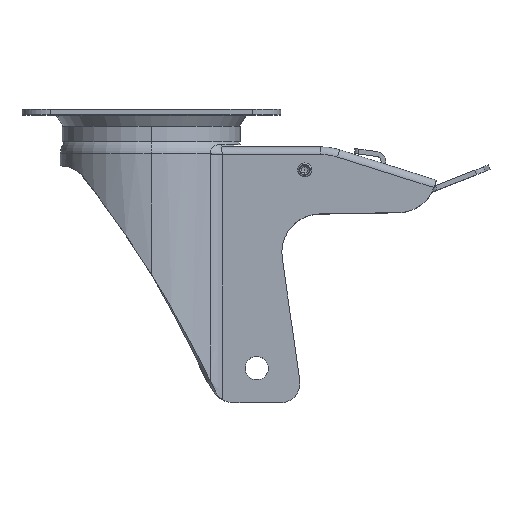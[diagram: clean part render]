
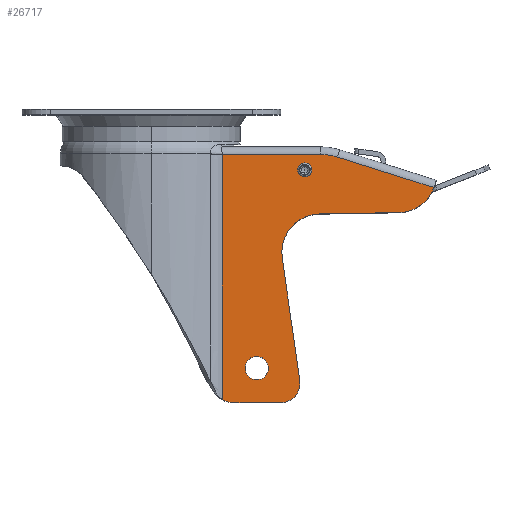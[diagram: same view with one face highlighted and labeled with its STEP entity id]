
A CAD part, top view. The second image highlights one B-rep face of the part: STEP entity #26717.
In plain terms, the highlighted planar face has unit normal (0, 0, 1).
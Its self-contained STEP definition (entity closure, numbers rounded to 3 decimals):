
#9 = VERTEX_POINT ( 'NONE', #2397 ) ;
#61 = VECTOR ( 'NONE', #10819, 1000. ) ;
#921 = CARTESIAN_POINT ( 'NONE',  ( 129.074, -53.899, 34. ) ) ;
#931 = CARTESIAN_POINT ( 'NONE',  ( 42.505, -143., 34. ) ) ;
#1226 = DIRECTION ( 'NONE',  ( 0., 0., -1. ) ) ;
#1686 = CARTESIAN_POINT ( 'NONE',  ( 61.1, -135., 34. ) ) ;
#2073 = CARTESIAN_POINT ( 'NONE',  ( 88.271, -23.6, 34. ) ) ;
#2397 = CARTESIAN_POINT ( 'NONE',  ( 147.483, -40.862, 34. ) ) ;
#2421 = DIRECTION ( 'NONE',  ( 0.954, -0.301, 0. ) ) ;
#3050 = ORIENTED_EDGE ( 'NONE', *, *, #25406, .F. ) ;
#3055 = CARTESIAN_POINT ( 'NONE',  ( 55., -135., 34. ) ) ;
#3286 = CARTESIAN_POINT ( 'NONE',  ( 68.25, -77.425, 34. ) ) ;
#3328 = DIRECTION ( 'NONE',  ( -1., 0., 0. ) ) ;
#3440 = AXIS2_PLACEMENT_3D ( 'NONE', #3055, #25230, #12064 ) ;
#3579 = VERTEX_POINT ( 'NONE', #14080 ) ;
#3907 = B_SPLINE_CURVE_WITH_KNOTS ( 'NONE', 3,
 ( #17888, #26937, #7233, #4892 ),
 .UNSPECIFIED., .F., .F.,
 ( 4, 4 ),
 ( 0., 1. ),
 .UNSPECIFIED. ) ;
#4243 = EDGE_CURVE ( 'NONE', #19706, #21400, #17335, .T. ) ;
#4892 = CARTESIAN_POINT ( 'NONE',  ( 37.017, -151.359, 34. ) ) ;
#4955 = VERTEX_POINT ( 'NONE', #22944 ) ;
#5321 = DIRECTION ( 'NONE',  ( -1., -0.017, 0. ) ) ;
#5461 = DIRECTION ( 'NONE',  ( 0.141, -0.99, 0. ) ) ;
#5837 = DIRECTION ( 'NONE',  ( 0., 0., 1. ) ) ;
#6031 = VECTOR ( 'NONE', #5321, 1000. ) ;
#6341 = EDGE_CURVE ( 'NONE', #9, #27990, #23699, .T. ) ;
#6477 = ORIENTED_EDGE ( 'NONE', *, *, #27212, .F. ) ;
#6497 = AXIS2_PLACEMENT_3D ( 'NONE', #19657, #10178, #28370 ) ;
#6534 = VERTEX_POINT ( 'NONE', #10141 ) ;
#6797 = DIRECTION ( 'NONE',  ( -1., 0., 0. ) ) ;
#6835 = EDGE_LOOP ( 'NONE', ( #3050, #11392 ) ) ;
#7081 = DIRECTION ( 'NONE',  ( 0., 0., 1. ) ) ;
#7113 = CIRCLE ( 'NONE', #18295, 20. ) ;
#7136 = ORIENTED_EDGE ( 'NONE', *, *, #22882, .F. ) ;
#7224 = LINE ( 'NONE', #3286, #17669 ) ;
#7233 = CARTESIAN_POINT ( 'NONE',  ( 37.016, -108.773, 34. ) ) ;
#7271 = ORIENTED_EDGE ( 'NONE', *, *, #14564, .T. ) ;
#7291 = CARTESIAN_POINT ( 'NONE',  ( 67.505, -143., 34. ) ) ;
#7794 = DIRECTION ( 'NONE',  ( -1., 0., 0. ) ) ;
#8455 = VERTEX_POINT ( 'NONE', #13567 ) ;
#8817 = CARTESIAN_POINT ( 'NONE',  ( 96.991, -24.942, 34. ) ) ;
#9155 = CARTESIAN_POINT ( 'NONE',  ( 80., -31.6, 34. ) ) ;
#9200 = EDGE_CURVE ( 'NONE', #16223, #9, #28771, .T. ) ;
#9314 = ORIENTED_EDGE ( 'NONE', *, *, #9200, .F. ) ;
#9885 = AXIS2_PLACEMENT_3D ( 'NONE', #931, #1226, #23124 ) ;
#10141 = CARTESIAN_POINT ( 'NONE',  ( 48.9, -135., 34. ) ) ;
#10178 = DIRECTION ( 'NONE',  ( 0., 0., -1. ) ) ;
#10582 = VERTEX_POINT ( 'NONE', #23599 ) ;
#10670 = LINE ( 'NONE', #2073, #61 ) ;
#10712 = DIRECTION ( 'NONE',  ( -1., 0., 0. ) ) ;
#10819 = DIRECTION ( 'NONE',  ( -1., 0., 0. ) ) ;
#10857 = CARTESIAN_POINT ( 'NONE',  ( 88.271, -23.6, 34. ) ) ;
#11392 = ORIENTED_EDGE ( 'NONE', *, *, #24592, .F. ) ;
#11532 = FACE_BOUND ( 'NONE', #27236, .T. ) ;
#12064 = DIRECTION ( 'NONE',  ( 1., 0., 0. ) ) ;
#12207 = CARTESIAN_POINT ( 'NONE',  ( 55.005, -153., 34. ) ) ;
#12714 = EDGE_CURVE ( 'NONE', #20970, #28062, #22677, .T. ) ;
#12804 = VECTOR ( 'NONE', #3328, 1000. ) ;
#12925 = AXIS2_PLACEMENT_3D ( 'NONE', #9155, #20260, #7794 ) ;
#13287 = VERTEX_POINT ( 'NONE', #10857 ) ;
#13567 = CARTESIAN_POINT ( 'NONE',  ( 68.25, -77.425, 34. ) ) ;
#14080 = CARTESIAN_POINT ( 'NONE',  ( 37.015, -23.6, 34. ) ) ;
#14231 = CARTESIAN_POINT ( 'NONE',  ( 129.074, -53.899, 34. ) ) ;
#14564 = EDGE_CURVE ( 'NONE', #13287, #3579, #10670, .T. ) ;
#14690 = AXIS2_PLACEMENT_3D ( 'NONE', #24143, #21393, #10712 ) ;
#14851 = CIRCLE ( 'NONE', #19495, 2.6 ) ;
#14936 = CARTESIAN_POINT ( 'NONE',  ( 96.991, -24.942, 34. ) ) ;
#15085 = ORIENTED_EDGE ( 'NONE', *, *, #4243, .F. ) ;
#15244 = CIRCLE ( 'NONE', #12925, 2.6 ) ;
#15255 = EDGE_CURVE ( 'NONE', #3579, #21400, #3907, .T. ) ;
#15344 = CARTESIAN_POINT ( 'NONE',  ( 42.505, -153., 34. ) ) ;
#15514 = ORIENTED_EDGE ( 'NONE', *, *, #25517, .F. ) ;
#16223 = VERTEX_POINT ( 'NONE', #14936 ) ;
#16286 = ORIENTED_EDGE ( 'NONE', *, *, #6341, .F. ) ;
#16742 = AXIS2_PLACEMENT_3D ( 'NONE', #21433, #5837, #21144 ) ;
#16819 = DIRECTION ( 'NONE',  ( 0., 0., 1. ) ) ;
#17014 = ORIENTED_EDGE ( 'NONE', *, *, #12714, .F. ) ;
#17016 = LINE ( 'NONE', #12207, #12804 ) ;
#17150 = ORIENTED_EDGE ( 'NONE', *, *, #28576, .F. ) ;
#17335 = CIRCLE ( 'NONE', #9885, 10. ) ;
#17669 = VECTOR ( 'NONE', #5461, 1000. ) ;
#17705 = ORIENTED_EDGE ( 'NONE', *, *, #23502, .F. ) ;
#17869 = DIRECTION ( 'NONE',  ( 0., 0., -1. ) ) ;
#17888 = CARTESIAN_POINT ( 'NONE',  ( 37.015, -23.6, 34. ) ) ;
#18089 = DIRECTION ( 'NONE',  ( 0., 0., -1. ) ) ;
#18295 = AXIS2_PLACEMENT_3D ( 'NONE', #23563, #16819, #23418 ) ;
#18720 = CARTESIAN_POINT ( 'NONE',  ( 67.505, -153., 34. ) ) ;
#19495 = AXIS2_PLACEMENT_3D ( 'NONE', #26927, #7081, #6797 ) ;
#19657 = CARTESIAN_POINT ( 'NONE',  ( 128.734, -33.902, 34. ) ) ;
#19706 = VERTEX_POINT ( 'NONE', #15344 ) ;
#19770 = DIRECTION ( 'NONE',  ( 0., 1., 0. ) ) ;
#19812 = CIRCLE ( 'NONE', #3440, 6.1 ) ;
#19922 = CARTESIAN_POINT ( 'NONE',  ( 88.271, -52.6, 34. ) ) ;
#20260 = DIRECTION ( 'NONE',  ( 0., 0., 1. ) ) ;
#20870 = FACE_BOUND ( 'NONE', #6835, .T. ) ;
#20970 = VERTEX_POINT ( 'NONE', #21234 ) ;
#21144 = DIRECTION ( 'NONE',  ( 1., 0., 0. ) ) ;
#21234 = CARTESIAN_POINT ( 'NONE',  ( 77.405, -141.588, 34. ) ) ;
#21393 = DIRECTION ( 'NONE',  ( 0., 0., 1. ) ) ;
#21400 = VERTEX_POINT ( 'NONE', #22068 ) ;
#21433 = CARTESIAN_POINT ( 'NONE',  ( 0., -169.6, 34. ) ) ;
#21706 = CIRCLE ( 'NONE', #14690, 6.1 ) ;
#21921 = EDGE_CURVE ( 'NONE', #13287, #16223, #24887, .T. ) ;
#21945 = ORIENTED_EDGE ( 'NONE', *, *, #25567, .F. ) ;
#22068 = CARTESIAN_POINT ( 'NONE',  ( 37.017, -151.359, 34. ) ) ;
#22301 = VERTEX_POINT ( 'NONE', #24968 ) ;
#22677 = CIRCLE ( 'NONE', #27741, 10. ) ;
#22882 = EDGE_CURVE ( 'NONE', #28062, #19706, #17016, .T. ) ;
#22944 = CARTESIAN_POINT ( 'NONE',  ( 82.6, -31.6, 34. ) ) ;
#23024 = AXIS2_PLACEMENT_3D ( 'NONE', #19922, #17869, #19770 ) ;
#23124 = DIRECTION ( 'NONE',  ( 0., -1., 0. ) ) ;
#23277 = ORIENTED_EDGE ( 'NONE', *, *, #15255, .T. ) ;
#23418 = DIRECTION ( 'NONE',  ( -0.017, 1., 0. ) ) ;
#23502 = EDGE_CURVE ( 'NONE', #6534, #26907, #21706, .T. ) ;
#23563 = CARTESIAN_POINT ( 'NONE',  ( 88.05, -74.6, 34. ) ) ;
#23599 = CARTESIAN_POINT ( 'NONE',  ( 77.4, -31.6, 34. ) ) ;
#23699 = CIRCLE ( 'NONE', #6497, 20. ) ;
#24143 = CARTESIAN_POINT ( 'NONE',  ( 55., -135., 34. ) ) ;
#24490 = ORIENTED_EDGE ( 'NONE', *, *, #21921, .F. ) ;
#24592 = EDGE_CURVE ( 'NONE', #4955, #10582, #15244, .T. ) ;
#24830 = FACE_OUTER_BOUND ( 'NONE', #26605, .T. ) ;
#24887 = CIRCLE ( 'NONE', #23024, 29. ) ;
#24968 = CARTESIAN_POINT ( 'NONE',  ( 87.71, -54.603, 34. ) ) ;
#25230 = DIRECTION ( 'NONE',  ( 0., 0., 1. ) ) ;
#25406 = EDGE_CURVE ( 'NONE', #10582, #4955, #14851, .T. ) ;
#25517 = EDGE_CURVE ( 'NONE', #27990, #22301, #27738, .T. ) ;
#25567 = EDGE_CURVE ( 'NONE', #8455, #20970, #7224, .T. ) ;
#26605 = EDGE_LOOP ( 'NONE', ( #17014, #21945, #6477, #15514, #16286, #9314, #24490, #7271, #23277, #15085, #7136 ) ) ;
#26717 = ADVANCED_FACE ( 'NONE', ( #20870, #11532, #24830 ), #27141, .T. ) ;
#26849 = DIRECTION ( 'NONE',  ( 0.99, 0.141, 0. ) ) ;
#26907 = VERTEX_POINT ( 'NONE', #1686 ) ;
#26927 = CARTESIAN_POINT ( 'NONE',  ( 80., -31.6, 34. ) ) ;
#26937 = CARTESIAN_POINT ( 'NONE',  ( 37.016, -66.186, 34. ) ) ;
#27141 = PLANE ( 'NONE',  #16742 ) ;
#27212 = EDGE_CURVE ( 'NONE', #22301, #8455, #7113, .T. ) ;
#27236 = EDGE_LOOP ( 'NONE', ( #17705, #17150 ) ) ;
#27738 = LINE ( 'NONE', #14231, #6031 ) ;
#27741 = AXIS2_PLACEMENT_3D ( 'NONE', #7291, #18089, #26849 ) ;
#27826 = VECTOR ( 'NONE', #2421, 1000. ) ;
#27990 = VERTEX_POINT ( 'NONE', #921 ) ;
#28062 = VERTEX_POINT ( 'NONE', #18720 ) ;
#28370 = DIRECTION ( 'NONE',  ( 0.937, -0.348, 0. ) ) ;
#28576 = EDGE_CURVE ( 'NONE', #26907, #6534, #19812, .T. ) ;
#28771 = LINE ( 'NONE', #8817, #27826 ) ;
